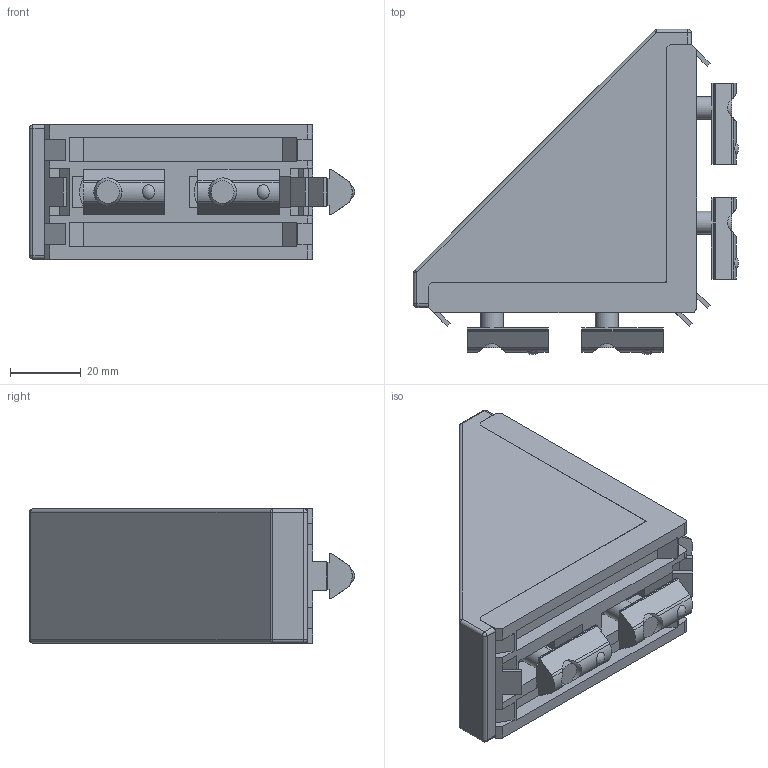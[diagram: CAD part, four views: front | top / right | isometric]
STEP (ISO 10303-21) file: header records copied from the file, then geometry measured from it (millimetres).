
FILE_DESCRIPTION(/* description */ (''),/* implementation_level */ '2;1');
FILE_NAME(/* name */ '123022',/* time_stamp */ '2014-10-06T12:24:01+02:00',/* author */ (''),/* organization */ (''),/* preprocessor_version */ 'ST-DEVELOPER v14',/* originating_system */ 'HiCAD 2013 1802.4 Build 509',/* authorisation */ '');
FILE_SCHEMA (('AUTOMOTIVE_DESIGN { 1 0 10303 214 1 1 1 1 }'));
Length unit declared in the file: millimetre
Products named in the file (15): Root; 123022HOEKSTUK 40X80 BASICBOIKON; 123023AFDEKKAP HOEKSTUK 40X80 BASICBOIKON; 122330Sleufmoer 8 - M8 met kogelBOIKON; 900152Cil. inbusbout DIN 912 EV M8 x 20BOIKON0; 901708Sluitring DIN 125 EV M8BOIKON0
Assembly tree (14 placements, depth 3):
  Root
    123022HOEKSTUK 40X80 BASICBOIKON
      123023AFDEKKAP HOEKSTUK 40X80 BASICBOIKON
      122330Sleufmoer 8 - M8 met kogelBOIKON
      122330Sleufmoer 8 - M8 met kogelBOIKON
      122330Sleufmoer 8 - M8 met kogelBOIKON
      122330Sleufmoer 8 - M8 met kogelBOIKON
      900152Cil. inbusbout DIN 912 EV M8 x 20BOIKON0
      900152Cil. inbusbout DIN 912 EV M8 x 20BOIKON0
      900152Cil. inbusbout DIN 912 EV M8 x 20BOIKON0
      900152Cil. inbusbout DIN 912 EV M8 x 20BOIKON0
      901708Sluitring DIN 125 EV M8BOIKON0
      901708Sluitring DIN 125 EV M8BOIKON0
      901708Sluitring DIN 125 EV M8BOIKON0
      901708Sluitring DIN 125 EV M8BOIKON0
Bounding box: 92.13 x 92.13 x 38 mm (x, y, z)
Volume: 88392.3 mm3; surface area: 45589.4 mm2
Topology: 14 solids, 14 shells, 347 faces, 893 edges, 576 vertices
Faces by surface type: plane 247, cylinder 76, sphere 12, cone 8, torus 4
Full cylindrical faces by diameter (mm): 6.466 x4, 8 x8, 8.4 x4, 13 x4, 16 x4
Entity records: 21208 total; most frequent: CARTESIAN_POINT 4360, DIRECTION 1723, PRESENTATION_STYLE_ASSIGNMENT 1672, COLOUR_RGB 1663, DRAUGHTING_PRE_DEFINED_CURVE_FONT 1658, CURVE_STYLE 1658, OVER_RIDING_STYLED_ITEM 1658, ORIENTED_EDGE 1658
